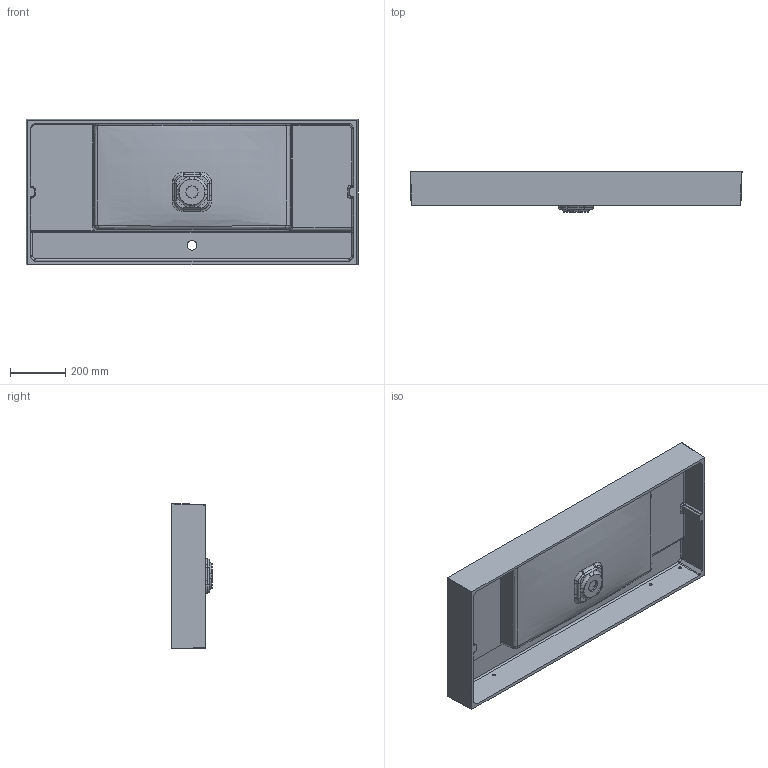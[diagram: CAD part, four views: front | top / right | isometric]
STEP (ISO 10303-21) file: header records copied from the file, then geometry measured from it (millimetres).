
FILE_DESCRIPTION (( 'STEP AP214' ), '1' );
FILE_NAME ('Soul 1200.STEP', '2024-05-21T12:28:24', ( 'User Windows' ), ( '' ), 'SwSTEP 2.0', 'SolidWorks 2020', '' );
FILE_SCHEMA (( 'AUTOMOTIVE_DESIGN' ));
Length unit declared in the file: millimetre
Products named in the file (1): Soul 1200
Bounding box: 1200 x 145 x 525 mm (x, y, z)
Volume: 12620551.8 mm3; surface area: 2237188.3 mm2
Topology: 2 solids, 2 shells, 341 faces, 804 edges, 460 vertices
Faces by surface type: bspline 119, cylinder 111, plane 73, sphere 18, torus 13, cone 7
Full cylindrical faces by diameter (mm): 10 x4, 35 x1
Entity records: 23481 total; most frequent: CARTESIAN_POINT 16728, ORIENTED_EDGE 1558, DIRECTION 1195, EDGE_CURVE 779, AXIS2_PLACEMENT_3D 462, VERTEX_POINT 454, EDGE_LOOP 365, FACE_OUTER_BOUND 347
